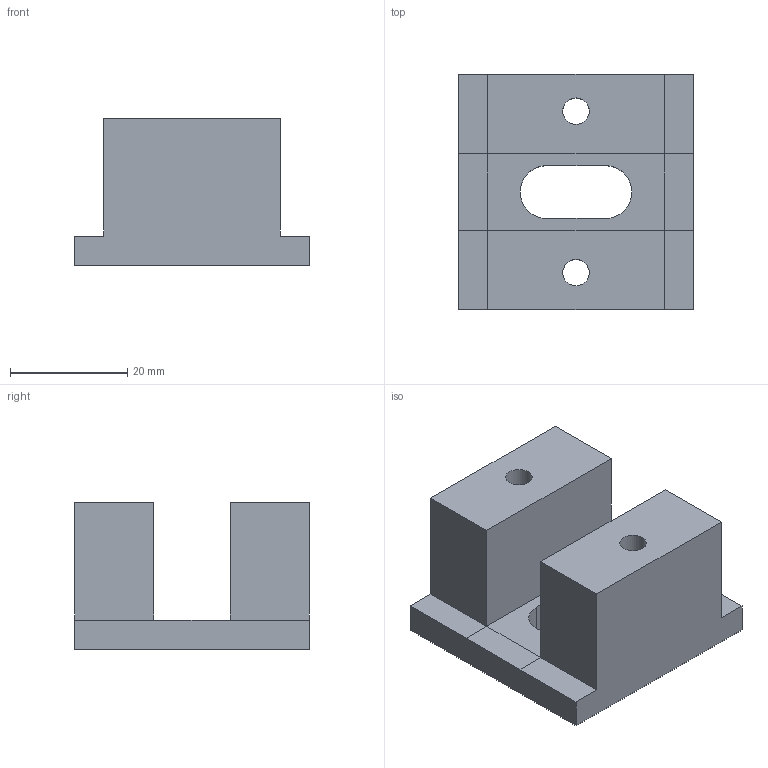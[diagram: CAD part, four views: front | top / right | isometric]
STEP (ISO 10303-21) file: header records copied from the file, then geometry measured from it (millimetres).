
FILE_DESCRIPTION(('FreeCAD Model'),'2;1');
FILE_NAME('Z-nut-2.step', '2014-12-08T20:35:39',('FreeCAD'),('FreeCAD'), 'Open CASCADE STEP processor 6.6','FreeCAD','Unknown');
FILE_SCHEMA(('AUTOMOTIVE_DESIGN_CC2 { 1 2 10303 214 -1 1 5 4 }'));
Length unit declared in the file: millimetre
Products named in the file (1): Open CASCADE STEP translator 6.6 68
Bounding box: 40 x 40 x 25 mm (x, y, z)
Volume: 22636.7 mm3; surface area: 8057.4 mm2
Topology: 1 solids, 1 shells, 26 faces, 64 edges, 40 vertices
Faces by surface type: plane 22, cylinder 4
Full cylindrical faces by diameter (mm): 4.5 x2
Entity records: 1606 total; most frequent: CARTESIAN_POINT 259, DIRECTION 254, LINE 176, VECTOR 176, ORIENTED_EDGE 128, PCURVE 128, DEFINITIONAL_REPRESENTATION 128, EDGE_CURVE 64
